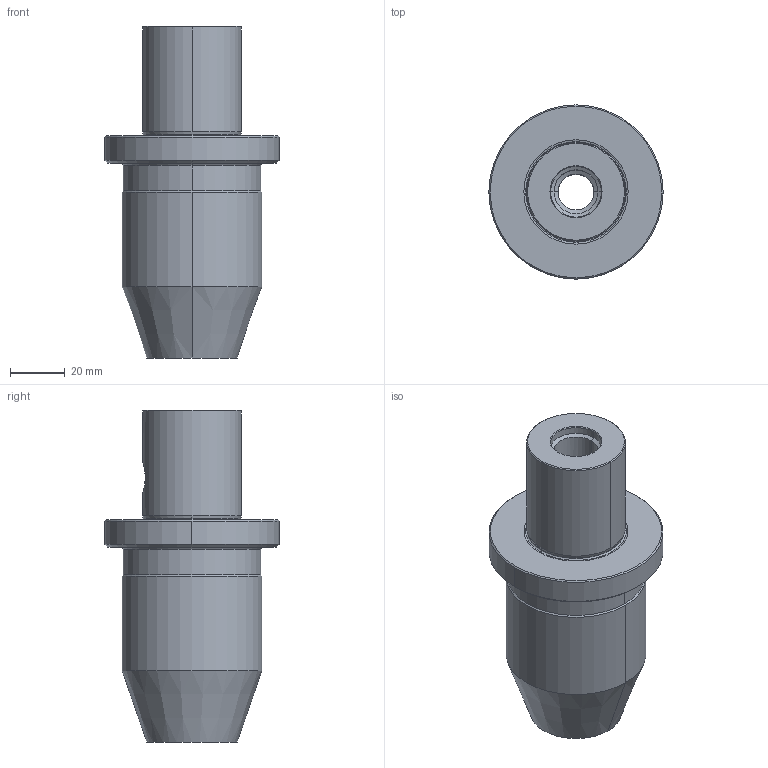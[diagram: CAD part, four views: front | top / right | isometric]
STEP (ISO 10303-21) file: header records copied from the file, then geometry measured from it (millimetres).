
FILE_DESCRIPTION(('no description'),'unknown implementation level');
FILE_NAME('0C313983-CD10-4693-9492-AF64A6DFE36A_export.stp',' ',('CIMSOURCE GmbH'),('CADClick - KiM GmbH - www.kimweb.de'),'unknown preprocess','ACIS','unknown authorization');
FILE_SCHEMA(('automotive_design'));
Length unit declared in the file: millimetre
Products named in the file (1): NONE
Bounding box: 63.5 x 63.5 x 121 mm (x, y, z)
Volume: 180193.1 mm3; surface area: 27505.2 mm2
Topology: 1 solids, 1 shells, 48 faces, 109 edges, 64 vertices
Faces by surface type: cone 22, cylinder 16, torus 6, plane 4
Entity records: 2782 total; most frequent: CARTESIAN_POINT 383, DIRECTION 271, STYLED_ITEM 221, PRESENTATION_STYLE_ASSIGNMENT 221, COLOUR_RGB 221, ORIENTED_EDGE 218, AXIS2_PLACEMENT_3D 116, EDGE_CURVE 109
